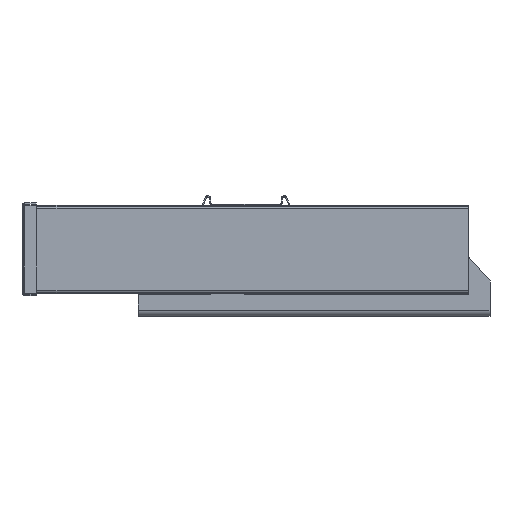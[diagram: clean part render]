
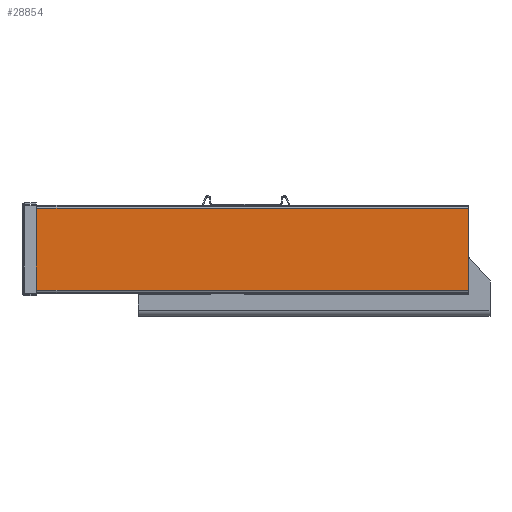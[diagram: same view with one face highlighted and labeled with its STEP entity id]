
A CAD part, left-side view. The second image highlights one B-rep face of the part: STEP entity #28854.
In plain terms, the highlighted face is planar.
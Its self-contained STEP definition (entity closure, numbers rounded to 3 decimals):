
#28292=DIRECTION('',(0.,-1.,0.));
#28293=VECTOR('',#28292,378.5);
#28294=CARTESIAN_POINT('',(-160.345,378.5,-277.351));
#28295=LINE('',#28294,#28293);
#28349=DIRECTION('',(0.,0.,1.));
#28350=VECTOR('',#28349,70.);
#28351=CARTESIAN_POINT('',(-160.345,0.,-277.351));
#28352=LINE('',#28351,#28350);
#28492=DIRECTION('',(0.,0.,1.));
#28493=VECTOR('',#28492,70.);
#28494=CARTESIAN_POINT('',(-160.345,378.5,-277.351));
#28495=LINE('',#28494,#28493);
#28500=DIRECTION('',(0.,1.,0.));
#28501=VECTOR('',#28500,378.5);
#28502=CARTESIAN_POINT('',(-160.345,0.,-207.351));
#28503=LINE('',#28502,#28501);
#28560=CARTESIAN_POINT('',(-160.345,378.5,-277.351));
#28561=CARTESIAN_POINT('',(-160.345,378.5,-207.351));
#28562=VERTEX_POINT('',#28560);
#28563=VERTEX_POINT('',#28561);
#28606=CARTESIAN_POINT('',(-160.345,0.,-277.351));
#28607=VERTEX_POINT('',#28606);
#28612=CARTESIAN_POINT('',(-160.345,0.,-207.351));
#28613=VERTEX_POINT('',#28612);
#28842=CARTESIAN_POINT('',(-160.345,378.5,-207.351));
#28843=DIRECTION('',(-1.,0.,0.));
#28844=DIRECTION('',(0.,0.,1.));
#28845=AXIS2_PLACEMENT_3D('',#28842,#28843,#28844);
#28846=PLANE('',#28845);
#28847=ORIENTED_EDGE('',*,*,#28671,.T.);
#28849=ORIENTED_EDGE('',*,*,#28848,.T.);
#28850=ORIENTED_EDGE('',*,*,#28817,.F.);
#28851=ORIENTED_EDGE('',*,*,#28635,.T.);
#28852=EDGE_LOOP('',(#28847,#28849,#28850,#28851));
#28853=FACE_OUTER_BOUND('',#28852,.F.);
#28635=EDGE_CURVE('',#28562,#28607,#28295,.T.);
#28671=EDGE_CURVE('',#28607,#28613,#28352,.T.);
#28817=EDGE_CURVE('',#28562,#28563,#28495,.T.);
#28848=EDGE_CURVE('',#28613,#28563,#28503,.T.);
#28854=ADVANCED_FACE('',(#28853),#28846,.F.);
